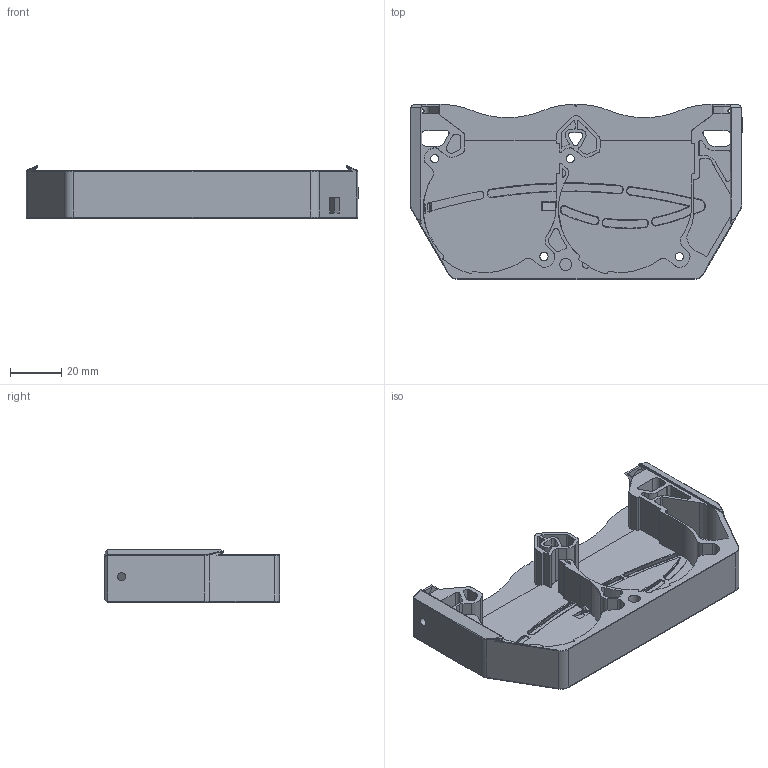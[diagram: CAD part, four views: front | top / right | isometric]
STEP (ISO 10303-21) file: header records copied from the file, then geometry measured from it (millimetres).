
FILE_DESCRIPTION(/* description */ (''),/* implementation_level */ '2;1');
FILE_NAME(/* name */ 'Duo_Plenum.step',/* time_stamp */ '2022-09-30T11:42:54-05:00',/* author */ ('ChainsDD'),/* organization */ (''),/* preprocessor_version */ 'ST-DEVELOPER v19',/* originating_system */ 'Autodesk Translation Framework v11.7.0.108',/* authorisation */ '');
FILE_SCHEMA (('AUTOMOTIVE_DESIGN { 1 0 10303 214 3 1 1 }'));
Length unit declared in the file: millimetre
Products named in the file (1): Duo_Plenum
Bounding box: 130 x 68.56 x 20.49 mm (x, y, z)
Volume: 45275.4 mm3; surface area: 35873.4 mm2
Topology: 1 solids, 2 shells, 630 faces, 1759 edges, 1141 vertices
Faces by surface type: plane 262, cylinder 236, bspline 73, torus 35, cone 22, sphere 2
Full cylindrical faces by diameter (mm): 1.5 x2, 3.2 x6, 4.7 x1, 5 x3, 6 x8, 6.2 x4
Entity records: 23601 total; most frequent: CARTESIAN_POINT 7314, ORIENTED_EDGE 3516, DIRECTION 3321, EDGE_CURVE 1758, AXIS2_PLACEMENT_3D 1190, VERTEX_POINT 1141, LINE 941, VECTOR 941
